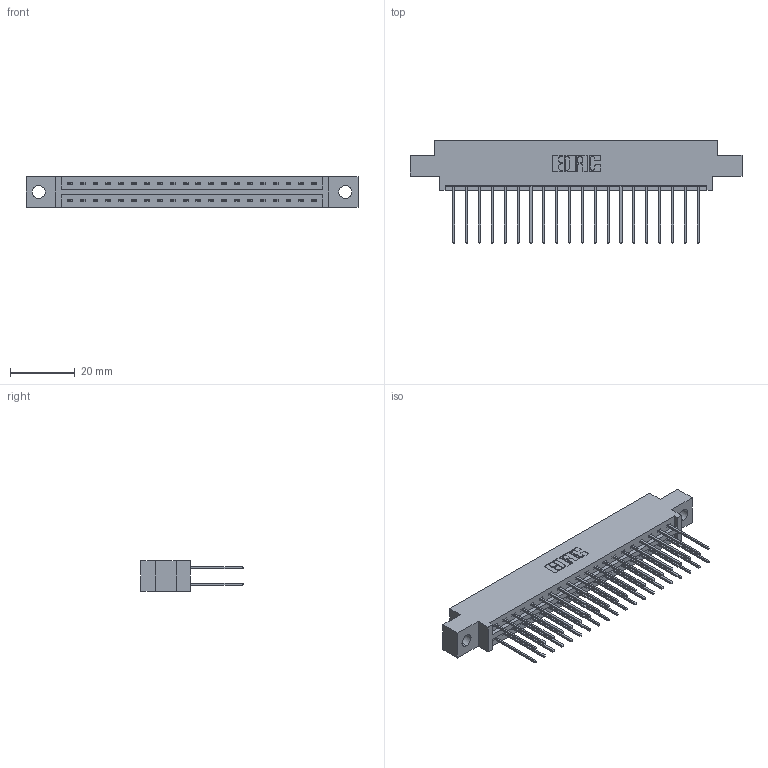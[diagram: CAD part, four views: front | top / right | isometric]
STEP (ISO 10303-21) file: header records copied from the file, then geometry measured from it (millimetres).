
FILE_DESCRIPTION (( 'STEP AP203' ), '1' );
FILE_NAME ('337-040-542-804.STEP', '2019-10-11T12:08:29', ( '' ), ( '' ), 'SwSTEP 2.0', 'SolidWorks 2016', '' );
FILE_SCHEMA (( 'CONFIG_CONTROL_DESIGN' ));
Length unit declared in the file: inch
Products named in the file (3): 345-292-001_345-293-142; 337 Part_0.170 Offset - 0.156 Dia-TH; 337-040-542-804
Assembly tree (41 placements, depth 2):
  337-040-542-804
    337 Part_0.170 Offset - 0.156 Dia-TH
    345-292-001_345-293-142  x40
Bounding box: 102.26 x 31.63 x 9.4 mm (x, y, z)
Volume: 10465.3 mm3; surface area: 12452.1 mm2
Topology: 41 solids, 41 shells, 2278 faces, 6763 edges, 4454 vertices
Faces by surface type: plane 1594, cylinder 684
Entity records: 18505 total; most frequent: CARTESIAN_POINT 3138, ORIENTED_EDGE 3074, DIRECTION 2709, EDGE_CURVE 1537, VECTOR 1409, LINE 1409, VERTEX_POINT 1022, AXIS2_PLACEMENT_3D 650
